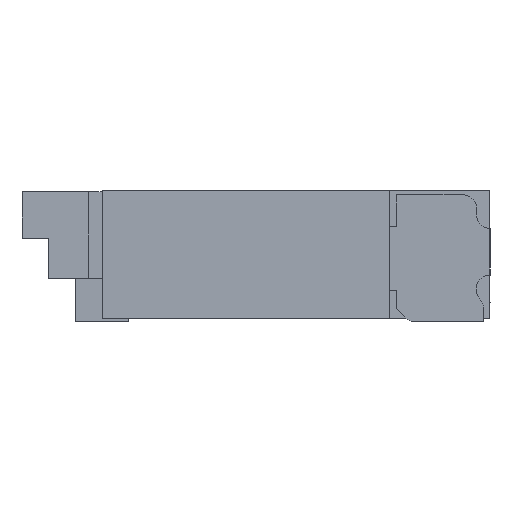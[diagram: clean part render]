
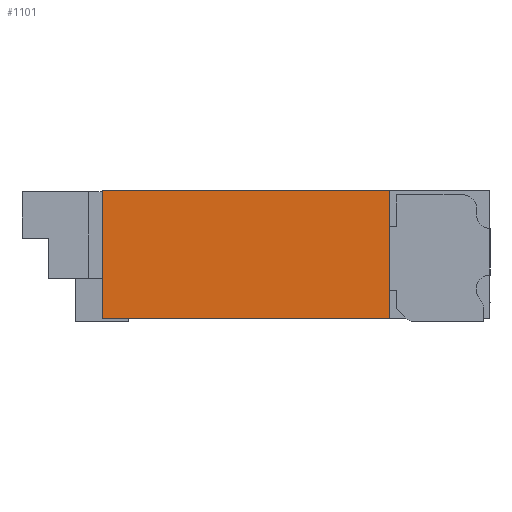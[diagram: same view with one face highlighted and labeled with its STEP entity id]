
A CAD part, left-side view. The second image highlights one B-rep face of the part: STEP entity #1101.
In plain terms, the highlighted planar face has unit normal (-1, 0, 0).
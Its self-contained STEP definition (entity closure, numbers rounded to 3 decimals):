
#1101 = ADVANCED_FACE( '', ( #2121 ), #2122, .T. );
#2121 = FACE_OUTER_BOUND( '', #3126, .T. );
#2122 = PLANE( '', #3127 );
#3126 = EDGE_LOOP( '', ( #6248, #6249, #6250, #6251 ) );
#3127 = AXIS2_PLACEMENT_3D( '', #6252, #6253, #6254 );
#6248 = ORIENTED_EDGE( '', *, *, #7775, .F. );
#6249 = ORIENTED_EDGE( '', *, *, #7391, .T. );
#6250 = ORIENTED_EDGE( '', *, *, #7526, .T. );
#6251 = ORIENTED_EDGE( '', *, *, #7832, .T. );
#6252 = CARTESIAN_POINT( '', ( -3.5, 0., 0. ) );
#6253 = DIRECTION( '', ( -1., 0., 0. ) );
#6254 = DIRECTION( '', ( 0., 0., 1. ) );
#7391 = EDGE_CURVE( '', #9285, #9283, #9286, .T. );
#7526 = EDGE_CURVE( '', #9283, #9478, #9480, .T. );
#7775 = EDGE_CURVE( '', #9285, #9807, #9808, .T. );
#7832 = EDGE_CURVE( '', #9478, #9807, #9874, .T. );
#9283 = VERTEX_POINT( '', #11953 );
#9285 = VERTEX_POINT( '', #11956 );
#9286 = LINE( '', #11957, #11958 );
#9478 = VERTEX_POINT( '', #12255 );
#9480 = LINE( '', #12258, #12259 );
#9807 = VERTEX_POINT( '', #12758 );
#9808 = LINE( '', #12759, #12760 );
#9874 = LINE( '', #12863, #12864 );
#11953 = CARTESIAN_POINT( '', ( -3.5, 1.45, 0.48 ) );
#11956 = CARTESIAN_POINT( '', ( -3.5, -0.7, 0.48 ) );
#11957 = CARTESIAN_POINT( '', ( -3.5, -1.45, 0.48 ) );
#11958 = VECTOR( '', #13822, 1000. );
#12255 = CARTESIAN_POINT( '', ( -3.5, 1.45, -0.48 ) );
#12258 = CARTESIAN_POINT( '', ( -3.5, 1.45, 0.48 ) );
#12259 = VECTOR( '', #13944, 1000. );
#12758 = CARTESIAN_POINT( '', ( -3.5, -0.7, -0.48 ) );
#12759 = CARTESIAN_POINT( '', ( -3.5, -0.7, 0. ) );
#12760 = VECTOR( '', #14123, 1000. );
#12863 = CARTESIAN_POINT( '', ( -3.5, 1.45, -0.48 ) );
#12864 = VECTOR( '', #14161, 1000. );
#13822 = DIRECTION( '', ( 0., 1., 0. ) );
#13944 = DIRECTION( '', ( 0., 0., -1. ) );
#14123 = DIRECTION( '', ( 0., 0., -1. ) );
#14161 = DIRECTION( '', ( 0., -1., 0. ) );
